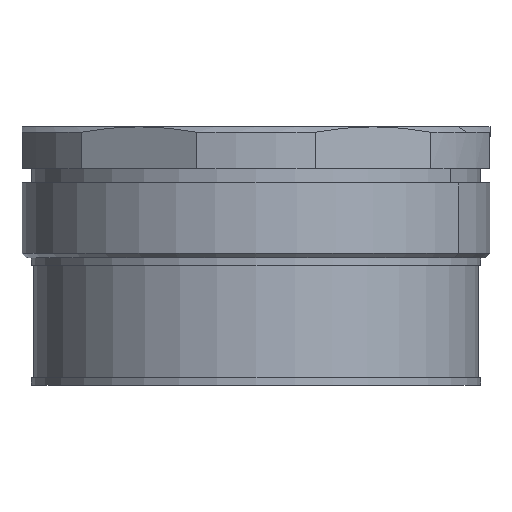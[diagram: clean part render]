
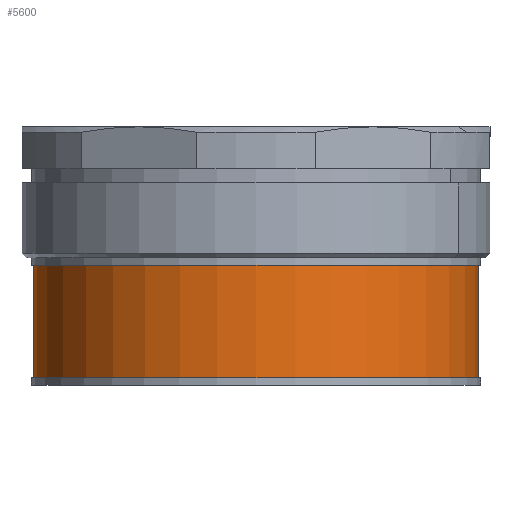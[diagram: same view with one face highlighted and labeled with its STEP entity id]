
A CAD part, front view. The second image highlights one B-rep face of the part: STEP entity #5600.
In plain terms, the highlighted cylindrical face has radius 23.75 mm (diameter 47.5 mm), a partial arc.
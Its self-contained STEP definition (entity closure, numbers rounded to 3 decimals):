
#3920=CARTESIAN_POINT('',(0.,0.,0.));
#3930=DIRECTION('',(0.,0.,1.));
#3940=DIRECTION('',(1.,0.,0.));
#3950=AXIS2_PLACEMENT_3D('',#3920,#3930,#3940);
#3960=CIRCLE('',#3950,23.75);
#3970=CARTESIAN_POINT('',(23.75,0.,0.));
#3980=VERTEX_POINT('',#3970);
#3990=CARTESIAN_POINT('',(-23.75,0.,0.));
#4000=VERTEX_POINT('',#3990);
#4030=EDGE_CURVE('',#4000,#3980,#3960,.T.);
#4350=CARTESIAN_POINT('',(0.,0.,12.));
#4360=DIRECTION('',(0.,0.,1.));
#4370=DIRECTION('',(1.,0.,0.));
#4380=AXIS2_PLACEMENT_3D('',#4350,#4360,#4370);
#4390=CIRCLE('',#4380,23.75);
#4400=CARTESIAN_POINT('',(23.75,0.,12.));
#4410=VERTEX_POINT('',#4400);
#4420=CARTESIAN_POINT('',(-23.75,0.,12.));
#4430=VERTEX_POINT('',#4420);
#4460=EDGE_CURVE('',#4430,#4410,#4390,.T.);
#5390=CARTESIAN_POINT('',(0.,0.,0.));
#5400=DIRECTION('',(0.,0.,1.));
#5410=DIRECTION('',(1.,0.,0.));
#5420=AXIS2_PLACEMENT_3D('',#5390,#5400,#5410);
#5430=CYLINDRICAL_SURFACE('',#5420,23.75);
#5440=CARTESIAN_POINT('',(23.75,0.,0.));
#5450=DIRECTION('',(0.,0.,1.));
#5460=VECTOR('',#5450,1.);
#5470=LINE('',#5440,#5460);
#5480=EDGE_CURVE('',#3980,#4410,#5470,.T.);
#5490=ORIENTED_EDGE('',*,*,#5480,.T.);
#5500=ORIENTED_EDGE('',*,*,#4030,.T.);
#5510=CARTESIAN_POINT('',(-23.75,0.,0.));
#5520=DIRECTION('',(0.,0.,1.));
#5530=VECTOR('',#5520,1.);
#5540=LINE('',#5510,#5530);
#5550=EDGE_CURVE('',#4000,#4430,#5540,.T.);
#5560=ORIENTED_EDGE('',*,*,#5550,.F.);
#5570=ORIENTED_EDGE('',*,*,#4460,.F.);
#5580=EDGE_LOOP('',(#5570,#5560,#5500,#5490));
#5590=FACE_OUTER_BOUND('',#5580,.T.);
#5600=ADVANCED_FACE('',(#5590),#5430,.T.);
